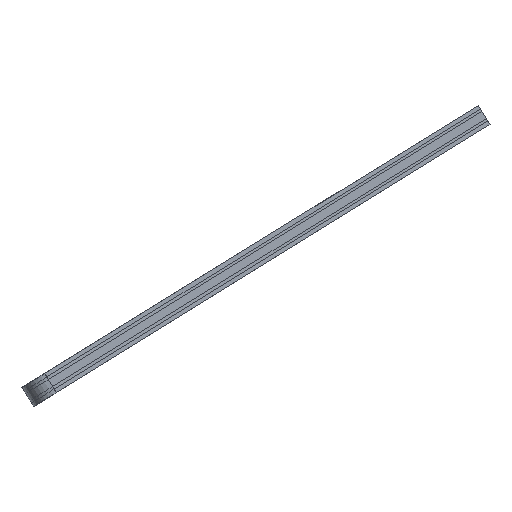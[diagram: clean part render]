
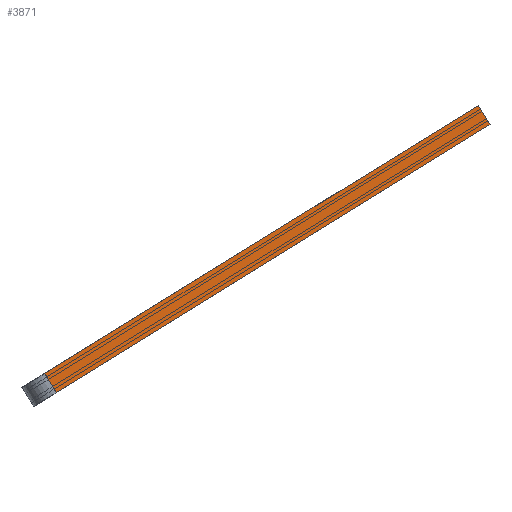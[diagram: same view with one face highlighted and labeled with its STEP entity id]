
A CAD part, front view. The second image highlights one B-rep face of the part: STEP entity #3871.
In plain terms, the highlighted planar face has unit normal (0, -1, 0).
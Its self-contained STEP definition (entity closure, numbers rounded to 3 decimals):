
#3011 = PLANE('',#3012);
#3012 = AXIS2_PLACEMENT_3D('',#3013,#3014,#3015);
#3013 = CARTESIAN_POINT('',(11384.735,22.278,
    3147.066));
#3014 = DIRECTION('',(-0.526,0.,0.851)
  );
#3015 = DIRECTION('',(0.851,0.,0.526));
#3061 = PLANE('',#3062);
#3062 = AXIS2_PLACEMENT_3D('',#3063,#3064,#3065);
#3063 = CARTESIAN_POINT('',(11363.495,22.278,
    3181.432));
#3064 = DIRECTION('',(-0.526,0.,0.851)
  );
#3065 = DIRECTION('',(0.851,0.,0.526));
#3210 = VERTEX_POINT('',#3211);
#3211 = CARTESIAN_POINT('',(11392.943,-548.,3199.632)
  );
#3226 = CYLINDRICAL_SURFACE('',#3227,48.);
#3227 = AXIS2_PLACEMENT_3D('',#3228,#3229,#3230);
#3228 = CARTESIAN_POINT('',(11814.028,-500.,2518.309)
  );
#3229 = DIRECTION('',(-0.526,0.,0.851));
#3230 = DIRECTION('',(-0.851,0.,-0.526));
#3238 = EDGE_CURVE('',#3210,#3239,#3241,.T.);
#3239 = VERTEX_POINT('',#3240);
#3240 = CARTESIAN_POINT('',(12175.54,-548.,3683.309)
  );
#3241 = SURFACE_CURVE('',#3242,(#3246,#3252),.PCURVE_S1.);
#3242 = LINE('',#3243,#3244);
#3243 = CARTESIAN_POINT('',(6540.775,-548.,200.796));
#3244 = VECTOR('',#3245,1.);
#3245 = DIRECTION('',(0.851,-0.,0.526));
#3246 = PCURVE('',#3061,#3247);
#3247 = DEFINITIONAL_REPRESENTATION('',(#3248),#3251);
#3248 = B_SPLINE_CURVE_WITH_KNOTS('',1,(#3249,#3250),.UNSPECIFIED.,.F.,
  .F.,(2,2),(5557.083,6721.083),
  .PIECEWISE_BEZIER_KNOTS.);
#3249 = CARTESIAN_POINT('',(-112.381,-570.278));
#3250 = CARTESIAN_POINT('',(1051.619,-570.278));
#3251 = ( GEOMETRIC_REPRESENTATION_CONTEXT(2) 
PARAMETRIC_REPRESENTATION_CONTEXT() REPRESENTATION_CONTEXT('2D SPACE',''
  ) );
#3252 = PCURVE('',#3253,#3258);
#3253 = PLANE('',#3254);
#3254 = AXIS2_PLACEMENT_3D('',#3255,#3256,#3257);
#3255 = CARTESIAN_POINT('',(0.,-548.,0.));
#3256 = DIRECTION('',(0.,1.,0.));
#3257 = DIRECTION('',(1.,0.,-0.));
#3258 = DEFINITIONAL_REPRESENTATION('',(#3259),#3262);
#3259 = B_SPLINE_CURVE_WITH_KNOTS('',1,(#3260,#3261),.UNSPECIFIED.,.F.,
  .F.,(2,2),(5557.083,6721.083),
  .PIECEWISE_BEZIER_KNOTS.);
#3260 = CARTESIAN_POINT('',(11267.898,-3122.349));
#3261 = CARTESIAN_POINT('',(12258.053,-3734.305));
#3262 = ( GEOMETRIC_REPRESENTATION_CONTEXT(2) 
PARAMETRIC_REPRESENTATION_CONTEXT() REPRESENTATION_CONTEXT('2D SPACE',''
  ) );
#3279 = PLANE('',#3280);
#3280 = AXIS2_PLACEMENT_3D('',#3281,#3282,#3283);
#3281 = CARTESIAN_POINT('',(10457.485,0.,6463.149));
#3282 = DIRECTION('',(0.851,0.,0.526));
#3283 = DIRECTION('',(0.,-1.,0.));
#3503 = VERTEX_POINT('',#3504);
#3504 = CARTESIAN_POINT('',(11414.183,-548.,3165.266)
  );
#3526 = EDGE_CURVE('',#3503,#3527,#3529,.T.);
#3527 = VERTEX_POINT('',#3528);
#3528 = CARTESIAN_POINT('',(12196.779,-548.,3648.942)
  );
#3529 = SURFACE_CURVE('',#3530,(#3534,#3540),.PCURVE_S1.);
#3530 = LINE('',#3531,#3532);
#3531 = CARTESIAN_POINT('',(6562.014,-548.,166.429));
#3532 = VECTOR('',#3533,1.);
#3533 = DIRECTION('',(0.851,-0.,0.526));
#3534 = PCURVE('',#3011,#3535);
#3535 = DEFINITIONAL_REPRESENTATION('',(#3536),#3539);
#3536 = B_SPLINE_CURVE_WITH_KNOTS('',1,(#3537,#3538),.UNSPECIFIED.,.F.,
  .F.,(2,2),(5557.083,6721.083),
  .PIECEWISE_BEZIER_KNOTS.);
#3537 = CARTESIAN_POINT('',(-112.381,-570.278));
#3538 = CARTESIAN_POINT('',(1051.619,-570.278));
#3539 = ( GEOMETRIC_REPRESENTATION_CONTEXT(2) 
PARAMETRIC_REPRESENTATION_CONTEXT() REPRESENTATION_CONTEXT('2D SPACE',''
  ) );
#3540 = PCURVE('',#3253,#3541);
#3541 = DEFINITIONAL_REPRESENTATION('',(#3542),#3545);
#3542 = B_SPLINE_CURVE_WITH_KNOTS('',1,(#3543,#3544),.UNSPECIFIED.,.F.,
  .F.,(2,2),(5557.083,6721.083),
  .PIECEWISE_BEZIER_KNOTS.);
#3543 = CARTESIAN_POINT('',(11289.138,-3087.983));
#3544 = CARTESIAN_POINT('',(12279.292,-3699.939));
#3545 = ( GEOMETRIC_REPRESENTATION_CONTEXT(2) 
PARAMETRIC_REPRESENTATION_CONTEXT() REPRESENTATION_CONTEXT('2D SPACE',''
  ) );
#3849 = EDGE_CURVE('',#3239,#3527,#3850,.T.);
#3850 = SURFACE_CURVE('',#3851,(#3855,#3862),.PCURVE_S1.);
#3851 = LINE('',#3852,#3853);
#3852 = CARTESIAN_POINT('',(10457.485,-548.,6463.149)
  );
#3853 = VECTOR('',#3854,1.);
#3854 = DIRECTION('',(0.526,0.,-0.851));
#3855 = PCURVE('',#3279,#3856);
#3856 = DEFINITIONAL_REPRESENTATION('',(#3857),#3861);
#3857 = LINE('',#3858,#3859);
#3858 = CARTESIAN_POINT('',(548.,0.));
#3859 = VECTOR('',#3860,1.);
#3860 = DIRECTION('',(0.,1.));
#3861 = ( GEOMETRIC_REPRESENTATION_CONTEXT(2) 
PARAMETRIC_REPRESENTATION_CONTEXT() REPRESENTATION_CONTEXT('2D SPACE',''
  ) );
#3862 = PCURVE('',#3253,#3863);
#3863 = DEFINITIONAL_REPRESENTATION('',(#3864),#3868);
#3864 = LINE('',#3865,#3866);
#3865 = CARTESIAN_POINT('',(10457.485,-6463.149));
#3866 = VECTOR('',#3867,1.);
#3867 = DIRECTION('',(0.526,0.851));
#3868 = ( GEOMETRIC_REPRESENTATION_CONTEXT(2) 
PARAMETRIC_REPRESENTATION_CONTEXT() REPRESENTATION_CONTEXT('2D SPACE',''
  ) );
#3871 = ADVANCED_FACE('',(#3872),#3253,.F.);
#3872 = FACE_BOUND('',#3873,.F.);
#3873 = EDGE_LOOP('',(#3874,#3875,#3876,#3897));
#3874 = ORIENTED_EDGE('',*,*,#3849,.T.);
#3875 = ORIENTED_EDGE('',*,*,#3526,.F.);
#3876 = ORIENTED_EDGE('',*,*,#3877,.T.);
#3877 = EDGE_CURVE('',#3503,#3210,#3878,.T.);
#3878 = SURFACE_CURVE('',#3879,(#3883,#3890),.PCURVE_S1.);
#3879 = LINE('',#3880,#3881);
#3880 = CARTESIAN_POINT('',(11814.028,-548.,2518.309)
  );
#3881 = VECTOR('',#3882,1.);
#3882 = DIRECTION('',(-0.526,0.,0.851));
#3883 = PCURVE('',#3253,#3884);
#3884 = DEFINITIONAL_REPRESENTATION('',(#3885),#3889);
#3885 = LINE('',#3886,#3887);
#3886 = CARTESIAN_POINT('',(11814.028,-2518.309));
#3887 = VECTOR('',#3888,1.);
#3888 = DIRECTION('',(-0.526,-0.851));
#3889 = ( GEOMETRIC_REPRESENTATION_CONTEXT(2) 
PARAMETRIC_REPRESENTATION_CONTEXT() REPRESENTATION_CONTEXT('2D SPACE',''
  ) );
#3890 = PCURVE('',#3226,#3891);
#3891 = DEFINITIONAL_REPRESENTATION('',(#3892),#3896);
#3892 = LINE('',#3893,#3894);
#3893 = CARTESIAN_POINT('',(1.571,0.));
#3894 = VECTOR('',#3895,1.);
#3895 = DIRECTION('',(0.,1.));
#3896 = ( GEOMETRIC_REPRESENTATION_CONTEXT(2) 
PARAMETRIC_REPRESENTATION_CONTEXT() REPRESENTATION_CONTEXT('2D SPACE',''
  ) );
#3897 = ORIENTED_EDGE('',*,*,#3238,.T.);
